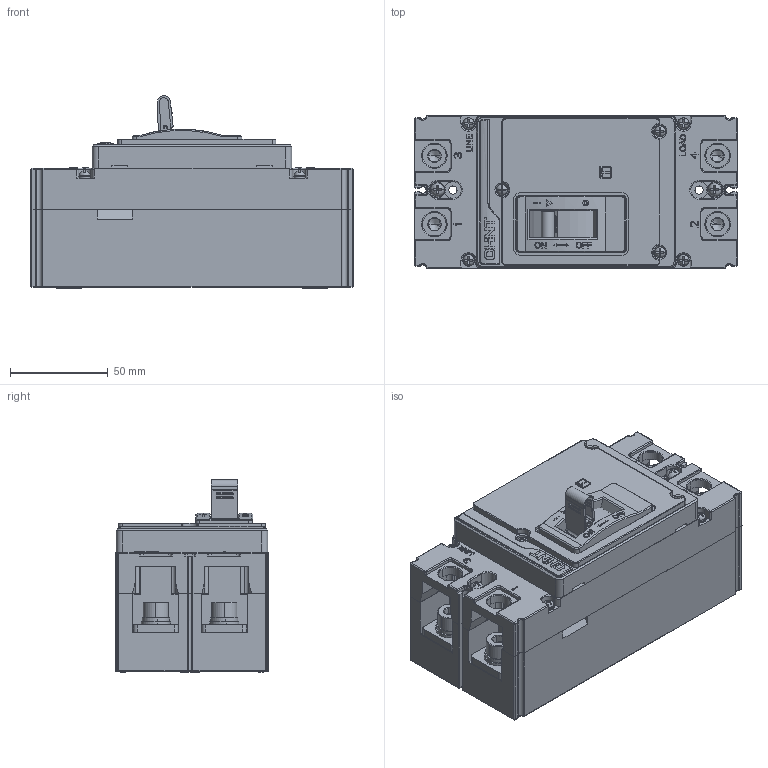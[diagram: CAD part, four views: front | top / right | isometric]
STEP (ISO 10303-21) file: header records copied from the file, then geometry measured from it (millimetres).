
FILE_DESCRIPTION((''),'2;1');
FILE_NAME('NXM-320S-2P_ASM_ASM','2019-10-27T',('ckuo'),(''),'CREO PARAMETRIC BY PTC INC, 2018070','CREO PARAMETRIC BY PTC INC, 2018070','');
FILE_SCHEMA(('CONFIG_CONTROL_DESIGN'));
Products named in the file (43): 8-750-271-7_1; 8-750-271-18_1; 8-750-824-2PDB_1; NXM-320S-2P_2_1; NXM-320S-2P_3_1; 8-585-1173-JLJB_SOLID_1-62_1; NXM-320S-2P_4_1; BREP_1_1; NXM-320S-2P_5_1; 8-024-633-3PJZ_1; NXM-320S-2P_6_1; 8-585-1173-JLJB_SOLID_1-128_1; NXM-320S-2P_7_1; NXM-320S-2P_8_1; NXM-320S-2P_9_1; NXM-320S-2P_10_1; NXM-320S-2P_11_1; 8-585-1190-LJB_SOLID_1-194_1; 8-585-1190-LJB_SOLID_1-205_1; NXM-320S-2P_12_1; NXM-320S-2P_13_1; NXM-320S-2P_14_1; NXM-320S-2P_15_1; NXM-320S-2P_1_ASM_1_ASM; NXM-320S-2P_ASM_1_ASM; 8ZTD253666-1_1; M3X25_GB823_12_SOLID_1-142994_2; D3_GB9074_26_3-143963_1_1_1; D3_GB9074_24_3-144156_1_1_1; ASM0003_ASM; M8X16_GB70_4_SOLID_1-138600_1_2; D8_GB9074_26_3-139188_1_1_1; D8_GB97_4_3-139365_1_1_1; ASM0004_ASM; M4X25_GB823_12_SOLID_1-150564_2; D4_GB9074_26_3-151533_1_1_1; D4_GB9074_24_3-151710_1_1_1; ASM0005_ASM; M3X8_GB823_3_SOLID_1-156482_1_2; ASM0006_ASM ...
Assembly tree (55 placements, depth 4):
  NXM-320S-2P_ASM_ASM
    NXM-320S-2P_ASM_1_ASM
      NXM-320S-2P_1_ASM_1_ASM
        8-750-271-7_1
        8-750-271-18_1
        8-750-824-2PDB_1
        NXM-320S-2P_2_1
        NXM-320S-2P_3_1
        8-585-1173-JLJB_SOLID_1-62_1
        NXM-320S-2P_4_1
        BREP_1_1
        NXM-320S-2P_5_1
        8-024-633-3PJZ_1
        NXM-320S-2P_6_1
        8-585-1173-JLJB_SOLID_1-128_1
        NXM-320S-2P_7_1
        NXM-320S-2P_8_1
        NXM-320S-2P_9_1
        NXM-320S-2P_10_1
        NXM-320S-2P_11_1
        8-585-1190-LJB_SOLID_1-194_1
        8-585-1190-LJB_SOLID_1-205_1
        NXM-320S-2P_12_1
        NXM-320S-2P_13_1
        NXM-320S-2P_14_1
        NXM-320S-2P_15_1
    8ZTD253666-1_1
    ASM0003_ASM  x4
      M3X25_GB823_12_SOLID_1-142994_2
      D3_GB9074_26_3-143963_1_1_1
      D3_GB9074_24_3-144156_1_1_1
    ASM0004_ASM  x4
      M8X16_GB70_4_SOLID_1-138600_1_2
      D8_GB9074_26_3-139188_1_1_1
      D8_GB97_4_3-139365_1_1_1
    ASM0005_ASM  x2
      M4X25_GB823_12_SOLID_1-150564_2
      D4_GB9074_26_3-151533_1_1_1
      D4_GB9074_24_3-151710_1_1_1
    ASM0006_ASM  x3
      M3X8_GB823_3_SOLID_1-156482_1_2
      D3_GB9074_26_3-143963_1_1_1
    ASM0007_ASM  x2
      M4X8_GB823_12_SOLID_1-46476_1_2
      D4_GB9074_26_3-151533_1_1_1
      D4_GB9074_24_3-151710_1_1_1
Bounding box: 165 x 78 x 98.79 mm (x, y, z)
Volume: 377606.7 mm3; surface area: 228841.1 mm2
Topology: 61 solids, 67 shells, 4249 faces, 11691 edges, 7572 vertices
Faces by surface type: plane 2325, cylinder 1324, cone 187, sphere 140, torus 139, bspline 82, extrusion 52
Entity records: 160667 total; most frequent: CARTESIAN_POINT 34304, ORIENTED_EDGE 20967, DIRECTION 20879, EDGE_CURVE 10505, AXIS2_PLACEMENT_3D 7139, VERTEX_POINT 6912, VECTOR 6601, LINE 6549
